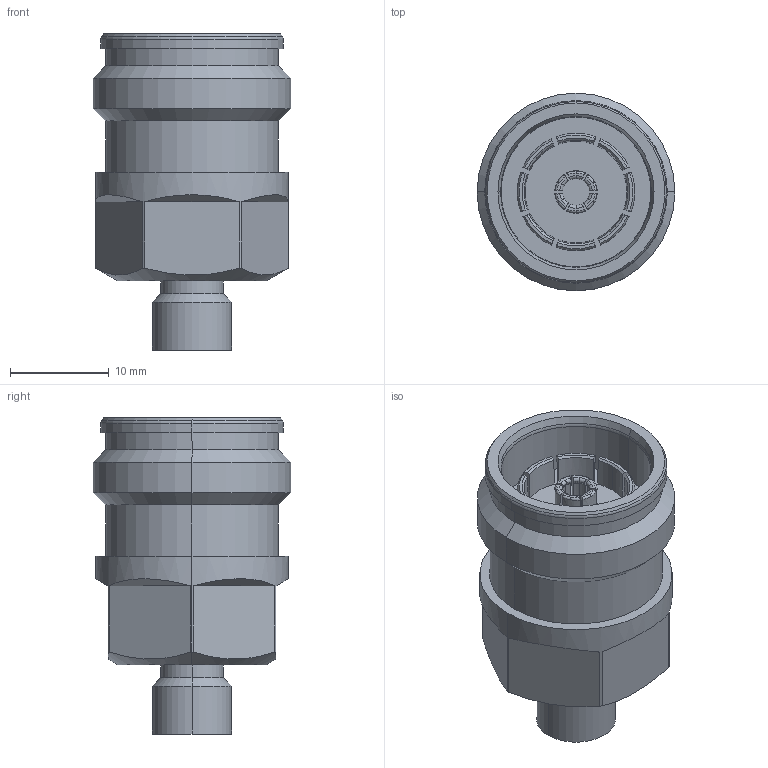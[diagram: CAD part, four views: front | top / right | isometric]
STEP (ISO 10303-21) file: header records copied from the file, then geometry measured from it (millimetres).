
FILE_DESCRIPTION (( 'STEP AP214' ), '1' );
FILE_NAME ('J01441A0004.STEP', '2019-10-01T07:37:47', ( '' ), ( '' ), 'SwSTEP 2.0', 'SolidWorks 2018', '' );
FILE_SCHEMA (( 'AUTOMOTIVE_DESIGN' ));
Length unit declared in the file: millimetre
Products named in the file (1): J01441A0004
Bounding box: 20 x 20 x 32 mm (x, y, z)
Volume: 5772 mm3; surface area: 2988.4 mm2
Topology: 1 solids, 1 shells, 207 faces, 506 edges, 322 vertices
Faces by surface type: plane 63, cylinder 52, torus 48, cone 44
Entity records: 8650 total; most frequent: CARTESIAN_POINT 1644, ORIENTED_EDGE 1012, DIRECTION 976, EDGE_CURVE 506, AXIS2_PLACEMENT_3D 402, VERTEX_POINT 322, EDGE_LOOP 228, ADVANCED_FACE 207
